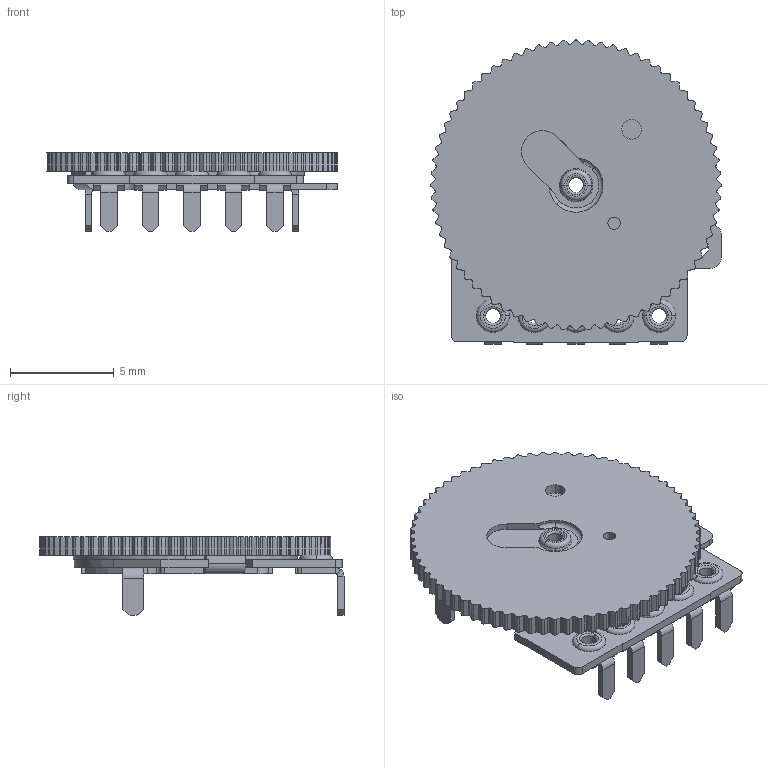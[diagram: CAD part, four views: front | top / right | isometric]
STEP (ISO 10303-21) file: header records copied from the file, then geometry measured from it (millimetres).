
FILE_DESCRIPTION(('FreeCAD Model'),'2;1');
FILE_NAME('Open CASCADE Shape Model','2025-02-11T16:44:42',('Author'),( ''),'Open CASCADE STEP processor 7.6','FreeCAD','Unknown');
FILE_SCHEMA(('AUTOMOTIVE_DESIGN { 1 0 10303 214 1 1 1 1 }'));
Length unit declared in the file: millimetre
Products named in the file (1): RK10J1_E
Bounding box: 14 x 14.65 x 3.8 mm (x, y, z)
Volume: 236.4 mm3; surface area: 534.8 mm2
Topology: 1 solids, 1 shells, 636 faces, 1783 edges, 1148 vertices
Faces by surface type: plane 345, cylinder 246, torus 39, bspline 4, cone 2
Entity records: 25023 total; most frequent: DIRECTION 3686, CARTESIAN_POINT 3658, ORIENTED_EDGE 3566, EDGE_CURVE 1783, AXIS2_PLACEMENT_3D 1284, VERTEX_POINT 1148, LINE 1118, VECTOR 1118
